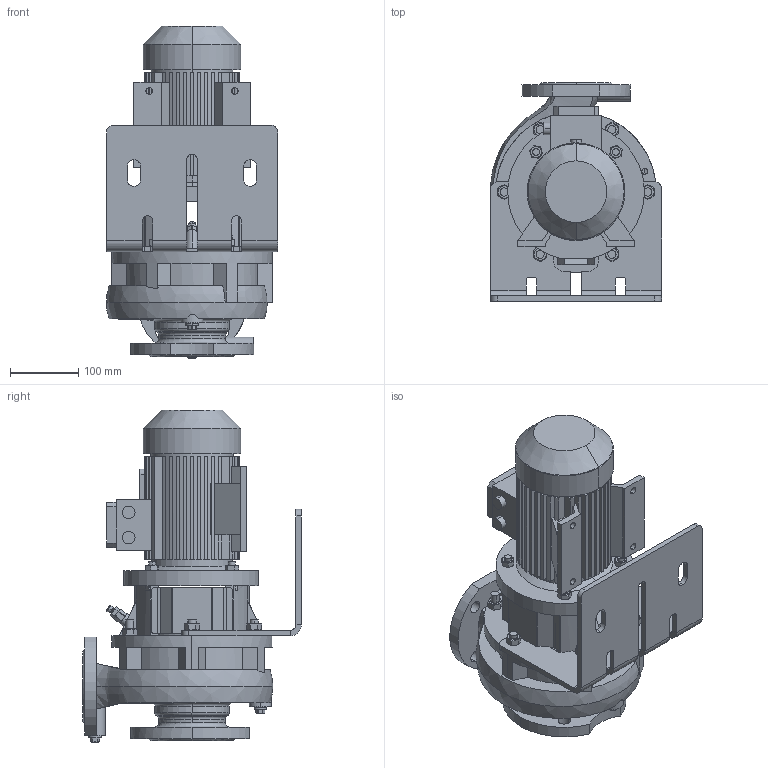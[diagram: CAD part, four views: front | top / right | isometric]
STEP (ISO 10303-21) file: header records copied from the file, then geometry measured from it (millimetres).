
FILE_DESCRIPTION (( 'STEP AP214' ), '1' );
FILE_NAME ('ﾌﾓ-311-200-ﾌ2-311-207-03-41.step', '2025-04-07T07:31:52', ( 'adb' ), ( '' ), 'SwSTEP 2.0', 'SolidWorks 2016', '' );
FILE_SCHEMA (( 'AUTOMOTIVE_DESIGN' ));
Length unit declared in the file: millimetre
Products named in the file (1): ﾌﾓ-311-200-ﾌ2-311-207-03-41
Bounding box: 250.12 x 320 x 485.5 mm (x, y, z)
Volume: 8532912.4 mm3; surface area: 1051107 mm2
Topology: 8 solids, 17 shells, 1070 faces, 2847 edges, 1848 vertices
Faces by surface type: plane 581, cylinder 369, cone 91, bspline 24, torus 5
Entity records: 51970 total; most frequent: CARTESIAN_POINT 13306, ORIENTED_EDGE 5690, DIRECTION 5496, EDGE_CURVE 2845, AXIS2_PLACEMENT_3D 1978, VERTEX_POINT 1848, VECTOR 1540, LINE 1540
